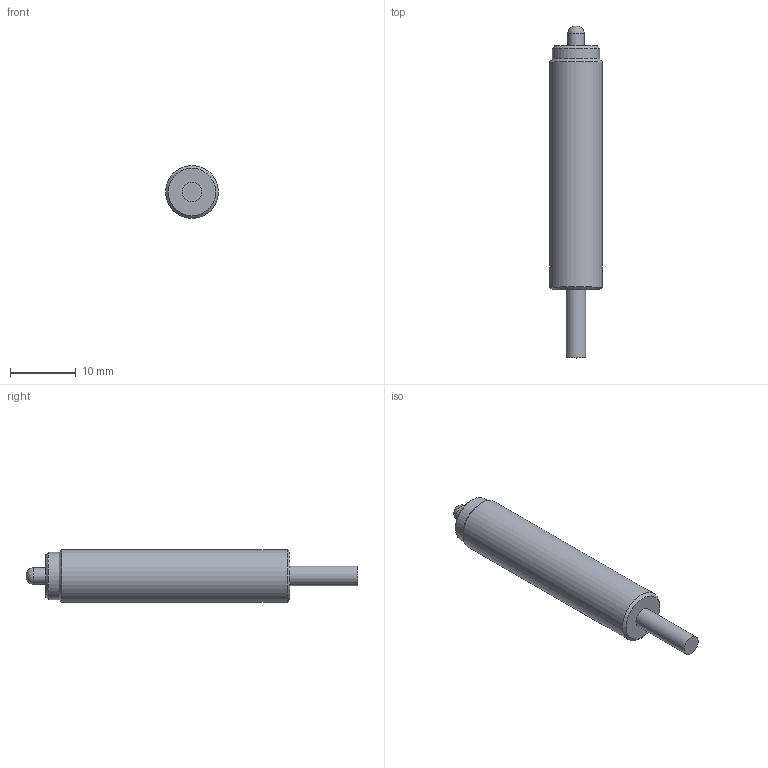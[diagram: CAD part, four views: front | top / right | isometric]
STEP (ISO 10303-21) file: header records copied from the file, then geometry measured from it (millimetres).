
FILE_DESCRIPTION (( 'STEP AP214' ), '1' );
FILE_NAME ('SP080A-L.STEP', '2024-08-06T14:29:05', ( '' ), ( '' ), 'SwSTEP 2.0', 'SolidWorks 2023', '' );
FILE_SCHEMA (( 'AUTOMOTIVE_DESIGN' ));
Length unit declared in the file: inch
Products named in the file (1): SP080A-L
Bounding box: 8 x 50.38 x 8 mm (x, y, z)
Volume: 1921.4 mm3; surface area: 1124.6 mm2
Topology: 1 solids, 1 shells, 12 faces, 21 edges, 13 vertices
Faces by surface type: cylinder 4, plane 4, cone 3, torus 1
Full cylindrical faces by diameter (mm): 2.5 x1, 3 x1, 7.2 x1, 8 x1
Entity records: 261 total; most frequent: DIRECTION 48, CARTESIAN_POINT 35, AXIS2_PLACEMENT_3D 24, EDGE_LOOP 22, ORIENTED_EDGE 22, FACE_OUTER_BOUND 17, ADVANCED_FACE 12, EDGE_CURVE 11
